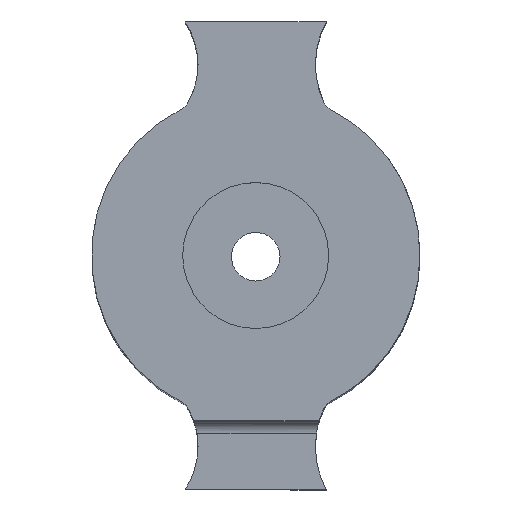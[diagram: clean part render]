
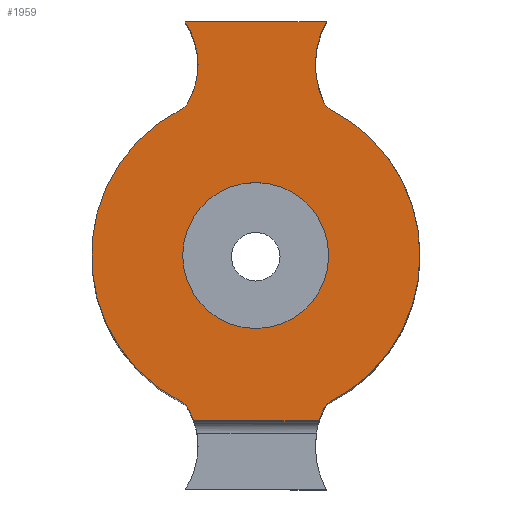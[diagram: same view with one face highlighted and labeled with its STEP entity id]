
A CAD part, top view. The second image highlights one B-rep face of the part: STEP entity #1959.
In plain terms, the highlighted planar face has unit normal (0, 0, 1).
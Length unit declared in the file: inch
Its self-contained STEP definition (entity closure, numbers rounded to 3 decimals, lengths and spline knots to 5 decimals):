
#23 = VERTEX_POINT ( 'NONE', #1331 ) ;
#32 = EDGE_CURVE ( 'NONE', #2205, #1693, #1640, .T. ) ;
#35 = CARTESIAN_POINT ( 'NONE',  ( 0., 0., 5.5 ) ) ;
#48 = DIRECTION ( 'NONE',  ( 1., 0., 0. ) ) ;
#53 = PLANE ( 'NONE',  #449 ) ;
#59 = ORIENTED_EDGE ( 'NONE', *, *, #32, .F. ) ;
#63 = AXIS2_PLACEMENT_3D ( 'NONE', #35, #571, #1252 ) ;
#72 = CARTESIAN_POINT ( 'NONE',  ( -0.57925, 1.91941, 5.5 ) ) ;
#82 = DIRECTION ( 'NONE',  ( 0., 0., 1. ) ) ;
#95 = DIRECTION ( 'NONE',  ( 0., 0., -1. ) ) ;
#102 = ORIENTED_EDGE ( 'NONE', *, *, #1064, .T. ) ;
#108 = CIRCLE ( 'NONE', #1387, 0.73511 ) ;
#112 = CARTESIAN_POINT ( 'NONE',  ( -0.6, 0., 5.5 ) ) ;
#118 = CARTESIAN_POINT ( 'NONE',  ( 1.22568, -1.56941, 5.5 ) ) ;
#128 = VERTEX_POINT ( 'NONE', #2009 ) ;
#132 = DIRECTION ( 'NONE',  ( 1., 0., 0. ) ) ;
#164 = CARTESIAN_POINT ( 'NONE',  ( 0.65313, 1.29458, 5.5 ) ) ;
#169 = CARTESIAN_POINT ( 'NONE',  ( 0.56297, -1.2513, 5.5 ) ) ;
#170 = ORIENTED_EDGE ( 'NONE', *, *, #1224, .T. ) ;
#183 = AXIS2_PLACEMENT_3D ( 'NONE', #1802, #470, #132 ) ;
#184 = VERTEX_POINT ( 'NONE', #2041 ) ;
#196 = CARTESIAN_POINT ( 'NONE',  ( 0.57925, 1.91941, 5.5 ) ) ;
#204 = DIRECTION ( 'NONE',  ( 1., 0., 0. ) ) ;
#214 = CARTESIAN_POINT ( 'NONE',  ( 0., 0., 5.5 ) ) ;
#215 = CARTESIAN_POINT ( 'NONE',  ( 0.52121, -1.35941, 5.5 ) ) ;
#221 = DIRECTION ( 'NONE',  ( 0., 0., -1. ) ) ;
#226 = CARTESIAN_POINT ( 'NONE',  ( -0.60408, -1.2073, 5.5 ) ) ;
#242 = CIRCLE ( 'NONE', #1875, 0.1 ) ;
#268 = AXIS2_PLACEMENT_3D ( 'NONE', #482, #678, #2200 ) ;
#303 = CIRCLE ( 'NONE', #1834, 0.1 ) ;
#308 = DIRECTION ( 'NONE',  ( 0., 0., 1. ) ) ;
#315 = CARTESIAN_POINT ( 'NONE',  ( -0.50997, -1.35941, 5.5 ) ) ;
#337 = CARTESIAN_POINT ( 'NONE',  ( -0.64883, 1.29673, 5.5 ) ) ;
#399 = DIRECTION ( 'NONE',  ( 1., 0., 0. ) ) ;
#411 = ORIENTED_EDGE ( 'NONE', *, *, #2092, .F. ) ;
#421 = EDGE_CURVE ( 'NONE', #1994, #128, #1878, .T. ) ;
#449 = AXIS2_PLACEMENT_3D ( 'NONE', #745, #1427, #1955 ) ;
#470 = DIRECTION ( 'NONE',  ( 0., 0., 1. ) ) ;
#480 = DIRECTION ( 'NONE',  ( -1., 0., 0. ) ) ;
#482 = CARTESIAN_POINT ( 'NONE',  ( 0., 0., 5.5 ) ) ;
#558 = ORIENTED_EDGE ( 'NONE', *, *, #1692, .T. ) ;
#571 = DIRECTION ( 'NONE',  ( 0., 0., 1. ) ) ;
#575 = EDGE_CURVE ( 'NONE', #642, #2205, #2025, .T. ) ;
#583 = CARTESIAN_POINT ( 'NONE',  ( 0.65313, -1.29458, 5.5 ) ) ;
#591 = AXIS2_PLACEMENT_3D ( 'NONE', #1528, #1566, #2050 ) ;
#608 = VERTEX_POINT ( 'NONE', #1337 ) ;
#611 = CARTESIAN_POINT ( 'NONE',  ( -1.11049, 1.56941, 5.5 ) ) ;
#616 = ORIENTED_EDGE ( 'NONE', *, *, #654, .F. ) ;
#629 = CARTESIAN_POINT ( 'NONE',  ( -1.11049, -1.56941, 5.5 ) ) ;
#642 = VERTEX_POINT ( 'NONE', #215 ) ;
#645 = CIRCLE ( 'NONE', #796, 0.73511 ) ;
#654 = EDGE_CURVE ( 'NONE', #711, #768, #916, .T. ) ;
#678 = DIRECTION ( 'NONE',  ( 0., 0., 1. ) ) ;
#707 = AXIS2_PLACEMENT_3D ( 'NONE', #337, #2051, #1014 ) ;
#711 = VERTEX_POINT ( 'NONE', #1889 ) ;
#745 = CARTESIAN_POINT ( 'NONE',  ( 0., 0., 5.5 ) ) ;
#756 = ORIENTED_EDGE ( 'NONE', *, *, #1733, .T. ) ;
#768 = VERTEX_POINT ( 'NONE', #112 ) ;
#775 = ORIENTED_EDGE ( 'NONE', *, *, #2026, .F. ) ;
#796 = AXIS2_PLACEMENT_3D ( 'NONE', #1702, #308, #1150 ) ;
#798 = CIRCLE ( 'NONE', #268, 1.35 ) ;
#811 = AXIS2_PLACEMENT_3D ( 'NONE', #611, #1484, #1643 ) ;
#819 = CARTESIAN_POINT ( 'NONE',  ( -0.56273, -1.24588, 5.5 ) ) ;
#849 = DIRECTION ( 'NONE',  ( 0., 0., -1. ) ) ;
#898 = FACE_OUTER_BOUND ( 'NONE', #1522, .T. ) ;
#901 = DIRECTION ( 'NONE',  ( 1., 0., 0. ) ) ;
#916 = CIRCLE ( 'NONE', #63, 0.6 ) ;
#965 = EDGE_CURVE ( 'NONE', #1754, #184, #1386, .T. ) ;
#980 = CIRCLE ( 'NONE', #1374, 0.63618 ) ;
#1014 = DIRECTION ( 'NONE',  ( 1., 0., 0. ) ) ;
#1051 = EDGE_CURVE ( 'NONE', #2034, #1693, #242, .T. ) ;
#1059 = LINE ( 'NONE', #1745, #1952 ) ;
#1064 = EDGE_CURVE ( 'NONE', #128, #1754, #980, .T. ) ;
#1066 = CARTESIAN_POINT ( 'NONE',  ( -0.64883, -1.29673, 5.5 ) ) ;
#1089 = CARTESIAN_POINT ( 'NONE',  ( -1.11049, 1.56941, 5.5 ) ) ;
#1095 = DIRECTION ( 'NONE',  ( 0., 0., -1. ) ) ;
#1129 = AXIS2_PLACEMENT_3D ( 'NONE', #629, #1845, #2152 ) ;
#1141 = VERTEX_POINT ( 'NONE', #2095 ) ;
#1143 = CIRCLE ( 'NONE', #183, 1.35 ) ;
#1150 = DIRECTION ( 'NONE',  ( 1., 0., 0. ) ) ;
#1204 = ORIENTED_EDGE ( 'NONE', *, *, #575, .F. ) ;
#1224 = EDGE_CURVE ( 'NONE', #642, #1345, #108, .T. ) ;
#1228 = CIRCLE ( 'NONE', #1270, 0.1 ) ;
#1249 = ORIENTED_EDGE ( 'NONE', *, *, #1051, .T. ) ;
#1252 = DIRECTION ( 'NONE',  ( 1., 0., 0. ) ) ;
#1269 = FACE_BOUND ( 'NONE', #1680, .T. ) ;
#1270 = AXIS2_PLACEMENT_3D ( 'NONE', #164, #849, #204 ) ;
#1322 = CARTESIAN_POINT ( 'NONE',  ( 0.56297, 1.2513, 5.5 ) ) ;
#1331 = CARTESIAN_POINT ( 'NONE',  ( 1.35, 0., 5.5 ) ) ;
#1337 = CARTESIAN_POINT ( 'NONE',  ( 0.60808, 1.20529, 5.5 ) ) ;
#1345 = VERTEX_POINT ( 'NONE', #169 ) ;
#1353 = VERTEX_POINT ( 'NONE', #1322 ) ;
#1374 = AXIS2_PLACEMENT_3D ( 'NONE', #1089, #1943, #1570 ) ;
#1386 = CIRCLE ( 'NONE', #707, 0.1 ) ;
#1387 = AXIS2_PLACEMENT_3D ( 'NONE', #118, #95, #2003 ) ;
#1427 = DIRECTION ( 'NONE',  ( 0., 0., 1. ) ) ;
#1457 = EDGE_CURVE ( 'NONE', #1468, #1353, #645, .T. ) ;
#1468 = VERTEX_POINT ( 'NONE', #196 ) ;
#1478 = CIRCLE ( 'NONE', #1657, 0.6 ) ;
#1484 = DIRECTION ( 'NONE',  ( 0., 0., -1. ) ) ;
#1515 = CARTESIAN_POINT ( 'NONE',  ( -0.56273, 1.24588, 5.5 ) ) ;
#1522 = EDGE_LOOP ( 'NONE', ( #1204, #170, #1828, #756, #558, #1806, #1781, #775, #1780, #102, #1935, #1625, #1249, #59 ) ) ;
#1528 = CARTESIAN_POINT ( 'NONE',  ( 0., 0., 5.5 ) ) ;
#1566 = DIRECTION ( 'NONE',  ( 0., 0., 1. ) ) ;
#1570 = DIRECTION ( 'NONE',  ( 1., 0., 0. ) ) ;
#1625 = ORIENTED_EDGE ( 'NONE', *, *, #2207, .T. ) ;
#1640 = CIRCLE ( 'NONE', #1129, 0.63618 ) ;
#1643 = DIRECTION ( 'NONE',  ( 1., 0., 0. ) ) ;
#1657 = AXIS2_PLACEMENT_3D ( 'NONE', #214, #82, #48 ) ;
#1680 = EDGE_LOOP ( 'NONE', ( #616, #411 ) ) ;
#1692 = EDGE_CURVE ( 'NONE', #23, #608, #1143, .T. ) ;
#1693 = VERTEX_POINT ( 'NONE', #819 ) ;
#1702 = CARTESIAN_POINT ( 'NONE',  ( 1.22568, 1.56941, 5.5 ) ) ;
#1733 = EDGE_CURVE ( 'NONE', #1141, #23, #2186, .T. ) ;
#1745 = CARTESIAN_POINT ( 'NONE',  ( 0., 1.91941, 5.5 ) ) ;
#1754 = VERTEX_POINT ( 'NONE', #1515 ) ;
#1779 = VECTOR ( 'NONE', #480, 39.37008 ) ;
#1780 = ORIENTED_EDGE ( 'NONE', *, *, #421, .T. ) ;
#1781 = ORIENTED_EDGE ( 'NONE', *, *, #1457, .F. ) ;
#1782 = DIRECTION ( 'NONE',  ( 1., 0., 0. ) ) ;
#1802 = CARTESIAN_POINT ( 'NONE',  ( 0., 0., 5.5 ) ) ;
#1806 = ORIENTED_EDGE ( 'NONE', *, *, #1819, .T. ) ;
#1819 = EDGE_CURVE ( 'NONE', #608, #1353, #1228, .T. ) ;
#1828 = ORIENTED_EDGE ( 'NONE', *, *, #2135, .T. ) ;
#1834 = AXIS2_PLACEMENT_3D ( 'NONE', #583, #1095, #1782 ) ;
#1845 = DIRECTION ( 'NONE',  ( 0., 0., 1. ) ) ;
#1875 = AXIS2_PLACEMENT_3D ( 'NONE', #1066, #221, #901 ) ;
#1878 = CIRCLE ( 'NONE', #811, 0.63618 ) ;
#1889 = CARTESIAN_POINT ( 'NONE',  ( 0.6, 0., 5.5 ) ) ;
#1935 = ORIENTED_EDGE ( 'NONE', *, *, #965, .T. ) ;
#1943 = DIRECTION ( 'NONE',  ( 0., 0., -1. ) ) ;
#1952 = VECTOR ( 'NONE', #399, 39.37008 ) ;
#1955 = DIRECTION ( 'NONE',  ( 1., 0., 0. ) ) ;
#1959 = ADVANCED_FACE ( 'NONE', ( #898, #1269 ), #53, .T. ) ;
#1994 = VERTEX_POINT ( 'NONE', #72 ) ;
#2003 = DIRECTION ( 'NONE',  ( 1., 0., 0. ) ) ;
#2009 = CARTESIAN_POINT ( 'NONE',  ( -0.47432, 1.56941, 5.5 ) ) ;
#2025 = LINE ( 'NONE', #2174, #1779 ) ;
#2026 = EDGE_CURVE ( 'NONE', #1994, #1468, #1059, .T. ) ;
#2034 = VERTEX_POINT ( 'NONE', #226 ) ;
#2041 = CARTESIAN_POINT ( 'NONE',  ( -0.60408, 1.2073, 5.5 ) ) ;
#2050 = DIRECTION ( 'NONE',  ( 1., 0., 0. ) ) ;
#2051 = DIRECTION ( 'NONE',  ( 0., 0., -1. ) ) ;
#2092 = EDGE_CURVE ( 'NONE', #768, #711, #1478, .T. ) ;
#2095 = CARTESIAN_POINT ( 'NONE',  ( 0.60808, -1.20529, 5.5 ) ) ;
#2135 = EDGE_CURVE ( 'NONE', #1345, #1141, #303, .T. ) ;
#2152 = DIRECTION ( 'NONE',  ( 1., 0., 0. ) ) ;
#2174 = CARTESIAN_POINT ( 'NONE',  ( 0., -1.35941, 5.5 ) ) ;
#2186 = CIRCLE ( 'NONE', #591, 1.35 ) ;
#2200 = DIRECTION ( 'NONE',  ( 1., 0., 0. ) ) ;
#2205 = VERTEX_POINT ( 'NONE', #315 ) ;
#2207 = EDGE_CURVE ( 'NONE', #184, #2034, #798, .T. ) ;
